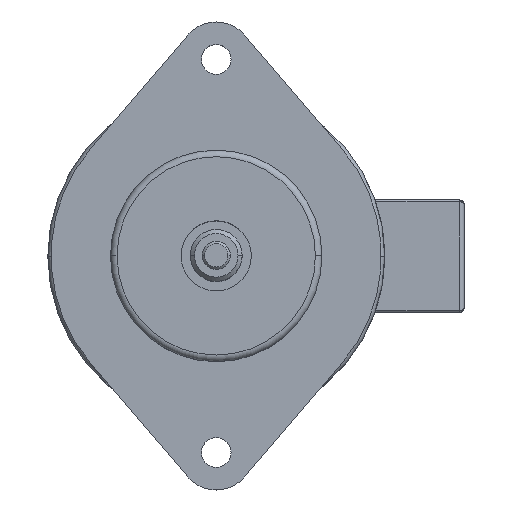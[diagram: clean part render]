
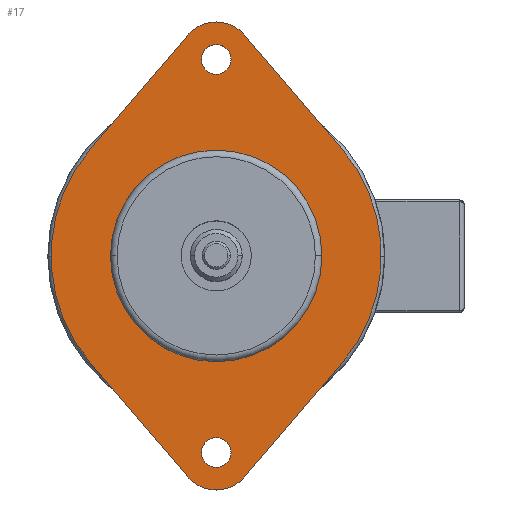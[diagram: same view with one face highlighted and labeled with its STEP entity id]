
A CAD part, top view. The second image highlights one B-rep face of the part: STEP entity #17.
In plain terms, the highlighted face is planar.
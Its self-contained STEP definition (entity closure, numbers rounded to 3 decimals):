
#16 = ORIENTED_EDGE ( 'NONE', *, *, #1965, .T. ) ;
#17 = ADVANCED_FACE ( 'NONE', ( #2287, #2618, #4262, #641 ), #1967, .F. ) ;
#78 = VECTOR ( 'NONE', #1815, 1000. ) ;
#85 = CARTESIAN_POINT ( 'NONE',  ( 7.4, -21.005, 0. ) ) ;
#98 = VERTEX_POINT ( 'NONE', #1424 ) ;
#117 = CARTESIAN_POINT ( 'NONE',  ( 7.4, -19.415, 0. ) ) ;
#119 = DIRECTION ( 'NONE',  ( -1., 0., 0. ) ) ;
#148 = ORIENTED_EDGE ( 'NONE', *, *, #2830, .T. ) ;
#164 = EDGE_CURVE ( 'NONE', #2880, #1036, #1270, .T. ) ;
#194 = DIRECTION ( 'NONE',  ( 0., 0.76, -0.65 ) ) ;
#224 = EDGE_CURVE ( 'NONE', #4002, #2827, #1575, .T. ) ;
#268 = VERTEX_POINT ( 'NONE', #2839 ) ;
#269 = AXIS2_PLACEMENT_3D ( 'NONE', #1528, #3460, #2834 ) ;
#288 = DIRECTION ( 'NONE',  ( -1., 0., 0. ) ) ;
#289 = CARTESIAN_POINT ( 'NONE',  ( 7.4, 21.005, 0. ) ) ;
#320 = DIRECTION ( 'NONE',  ( 0., 1., 0. ) ) ;
#350 = LINE ( 'NONE', #3962, #479 ) ;
#359 = CARTESIAN_POINT ( 'NONE',  ( 7.4, 19.415, 0. ) ) ;
#371 = CARTESIAN_POINT ( 'NONE',  ( 7.4, 23.604, -3.04 ) ) ;
#390 = VERTEX_POINT ( 'NONE', #399 ) ;
#399 = CARTESIAN_POINT ( 'NONE',  ( 7.4, 23.604, -3.04 ) ) ;
#432 = CARTESIAN_POINT ( 'NONE',  ( 7.4, 11.47, 13.415 ) ) ;
#433 = DIRECTION ( 'NONE',  ( -1., 0., 0. ) ) ;
#479 = VECTOR ( 'NONE', #1057, 1000. ) ;
#506 = DIRECTION ( 'NONE',  ( -1., 0., 0. ) ) ;
#537 = CIRCLE ( 'NONE', #3844, 1.59 ) ;
#543 = CARTESIAN_POINT ( 'NONE',  ( 7.4, 23.604, 3.04 ) ) ;
#641 = FACE_OUTER_BOUND ( 'NONE', #3913, .T. ) ;
#693 = LINE ( 'NONE', #371, #3467 ) ;
#719 = ORIENTED_EDGE ( 'NONE', *, *, #2885, .F. ) ;
#752 = DIRECTION ( 'NONE',  ( 0., -1., 0. ) ) ;
#758 = CARTESIAN_POINT ( 'NONE',  ( 7.4, -11.47, -13.415 ) ) ;
#789 = CARTESIAN_POINT ( 'NONE',  ( 7.4, -23.604, -3.04 ) ) ;
#799 = DIRECTION ( 'NONE',  ( -1., 0., 0. ) ) ;
#810 = AXIS2_PLACEMENT_3D ( 'NONE', #994, #1769, #3363 ) ;
#872 = EDGE_CURVE ( 'NONE', #3760, #1272, #1169, .T. ) ;
#921 = CARTESIAN_POINT ( 'NONE',  ( 7.4, 0., -11.3 ) ) ;
#939 = CARTESIAN_POINT ( 'NONE',  ( 7.4, 0., 0. ) ) ;
#948 = ORIENTED_EDGE ( 'NONE', *, *, #4216, .T. ) ;
#994 = CARTESIAN_POINT ( 'NONE',  ( 7.4, -21.005, 0. ) ) ;
#1036 = VERTEX_POINT ( 'NONE', #359 ) ;
#1043 = EDGE_CURVE ( 'NONE', #1036, #2880, #3636, .T. ) ;
#1057 = DIRECTION ( 'NONE',  ( 0., 0.76, 0.65 ) ) ;
#1105 = CARTESIAN_POINT ( 'NONE',  ( 7.4, -11.47, 13.415 ) ) ;
#1169 = CIRCLE ( 'NONE', #1873, 1.59 ) ;
#1204 = AXIS2_PLACEMENT_3D ( 'NONE', #2335, #3271, #320 ) ;
#1208 = EDGE_CURVE ( 'NONE', #3570, #98, #3767, .T. ) ;
#1229 = ORIENTED_EDGE ( 'NONE', *, *, #1208, .T. ) ;
#1250 = VERTEX_POINT ( 'NONE', #758 ) ;
#1266 = ORIENTED_EDGE ( 'NONE', *, *, #3802, .F. ) ;
#1270 = CIRCLE ( 'NONE', #3059, 1.59 ) ;
#1272 = VERTEX_POINT ( 'NONE', #117 ) ;
#1335 = CIRCLE ( 'NONE', #2296, 17.65 ) ;
#1342 = DIRECTION ( 'NONE',  ( 0., -1., 0. ) ) ;
#1384 = VERTEX_POINT ( 'NONE', #1427 ) ;
#1424 = CARTESIAN_POINT ( 'NONE',  ( 7.4, -23.604, 3.04 ) ) ;
#1427 = CARTESIAN_POINT ( 'NONE',  ( 7.4, 0., 11.3 ) ) ;
#1483 = CIRCLE ( 'NONE', #2640, 4. ) ;
#1490 = EDGE_LOOP ( 'NONE', ( #3579, #1266 ) ) ;
#1528 = CARTESIAN_POINT ( 'NONE',  ( 7.4, 0., 0. ) ) ;
#1575 = LINE ( 'NONE', #4170, #3623 ) ;
#1613 = DIRECTION ( 'NONE',  ( 0., -1., 0. ) ) ;
#1671 = DIRECTION ( 'NONE',  ( -1., 0., 0. ) ) ;
#1692 = VERTEX_POINT ( 'NONE', #2737 ) ;
#1769 = DIRECTION ( 'NONE',  ( -1., 0., 0. ) ) ;
#1779 = DIRECTION ( 'NONE',  ( 0., -1., 0. ) ) ;
#1791 = AXIS2_PLACEMENT_3D ( 'NONE', #289, #4251, #3923 ) ;
#1806 = CIRCLE ( 'NONE', #3303, 11.3 ) ;
#1815 = DIRECTION ( 'NONE',  ( 0., -0.76, 0.65 ) ) ;
#1850 = CARTESIAN_POINT ( 'NONE',  ( 7.4, 0., 0. ) ) ;
#1873 = AXIS2_PLACEMENT_3D ( 'NONE', #85, #433, #1779 ) ;
#1965 = EDGE_CURVE ( 'NONE', #2827, #1692, #1483, .T. ) ;
#1967 = PLANE ( 'NONE',  #1204 ) ;
#1984 = EDGE_CURVE ( 'NONE', #390, #268, #693, .T. ) ;
#2063 = LINE ( 'NONE', #789, #78 ) ;
#2132 = CIRCLE ( 'NONE', #269, 17.65 ) ;
#2134 = CARTESIAN_POINT ( 'NONE',  ( 7.4, 21.005, 0. ) ) ;
#2283 = CIRCLE ( 'NONE', #3238, 11.3 ) ;
#2284 = EDGE_CURVE ( 'NONE', #2612, #1384, #2283, .T. ) ;
#2285 = VERTEX_POINT ( 'NONE', #1105 ) ;
#2287 = FACE_BOUND ( 'NONE', #1490, .T. ) ;
#2296 = AXIS2_PLACEMENT_3D ( 'NONE', #939, #288, #1613 ) ;
#2311 = ORIENTED_EDGE ( 'NONE', *, *, #224, .T. ) ;
#2314 = DIRECTION ( 'NONE',  ( 0., -1., 0. ) ) ;
#2335 = CARTESIAN_POINT ( 'NONE',  ( 7.4, -21.005, 0. ) ) ;
#2612 = VERTEX_POINT ( 'NONE', #921 ) ;
#2618 = FACE_BOUND ( 'NONE', #4018, .T. ) ;
#2640 = AXIS2_PLACEMENT_3D ( 'NONE', #3916, #1671, #1342 ) ;
#2653 = ORIENTED_EDGE ( 'NONE', *, *, #1984, .T. ) ;
#2737 = CARTESIAN_POINT ( 'NONE',  ( 7.4, 25.005, 0. ) ) ;
#2767 = EDGE_CURVE ( 'NONE', #1250, #3570, #2063, .T. ) ;
#2827 = VERTEX_POINT ( 'NONE', #543 ) ;
#2830 = EDGE_CURVE ( 'NONE', #1692, #390, #2964, .T. ) ;
#2834 = DIRECTION ( 'NONE',  ( 0., -1., 0. ) ) ;
#2839 = CARTESIAN_POINT ( 'NONE',  ( 7.4, 11.47, -13.415 ) ) ;
#2840 = EDGE_LOOP ( 'NONE', ( #3183, #719 ) ) ;
#2880 = VERTEX_POINT ( 'NONE', #3471 ) ;
#2885 = EDGE_CURVE ( 'NONE', #1384, #2612, #1806, .T. ) ;
#2894 = CARTESIAN_POINT ( 'NONE',  ( 7.4, -22.595, 0. ) ) ;
#2931 = ORIENTED_EDGE ( 'NONE', *, *, #4099, .T. ) ;
#2961 = CARTESIAN_POINT ( 'NONE',  ( 7.4, -21.005, 0. ) ) ;
#2964 = CIRCLE ( 'NONE', #3650, 4. ) ;
#2997 = ORIENTED_EDGE ( 'NONE', *, *, #2767, .T. ) ;
#3000 = DIRECTION ( 'NONE',  ( 0., -0.76, -0.65 ) ) ;
#3059 = AXIS2_PLACEMENT_3D ( 'NONE', #2134, #799, #752 ) ;
#3175 = DIRECTION ( 'NONE',  ( 0., 1., 0. ) ) ;
#3183 = ORIENTED_EDGE ( 'NONE', *, *, #2284, .F. ) ;
#3191 = CARTESIAN_POINT ( 'NONE',  ( 7.4, -23.604, -3.04 ) ) ;
#3238 = AXIS2_PLACEMENT_3D ( 'NONE', #3733, #119, #4052 ) ;
#3271 = DIRECTION ( 'NONE',  ( 1., 0., 0. ) ) ;
#3286 = ORIENTED_EDGE ( 'NONE', *, *, #164, .F. ) ;
#3303 = AXIS2_PLACEMENT_3D ( 'NONE', #1850, #3864, #3175 ) ;
#3363 = DIRECTION ( 'NONE',  ( 0., 1., 0. ) ) ;
#3460 = DIRECTION ( 'NONE',  ( -1., 0., 0. ) ) ;
#3467 = VECTOR ( 'NONE', #3000, 1000. ) ;
#3471 = CARTESIAN_POINT ( 'NONE',  ( 7.4, 22.595, 0. ) ) ;
#3541 = CARTESIAN_POINT ( 'NONE',  ( 7.4, 21.005, 0. ) ) ;
#3570 = VERTEX_POINT ( 'NONE', #3191 ) ;
#3579 = ORIENTED_EDGE ( 'NONE', *, *, #872, .F. ) ;
#3623 = VECTOR ( 'NONE', #194, 1000. ) ;
#3636 = CIRCLE ( 'NONE', #1791, 1.59 ) ;
#3650 = AXIS2_PLACEMENT_3D ( 'NONE', #3541, #506, #3777 ) ;
#3697 = ORIENTED_EDGE ( 'NONE', *, *, #3822, .T. ) ;
#3733 = CARTESIAN_POINT ( 'NONE',  ( 7.4, 0., 0. ) ) ;
#3760 = VERTEX_POINT ( 'NONE', #2894 ) ;
#3767 = CIRCLE ( 'NONE', #810, 4. ) ;
#3777 = DIRECTION ( 'NONE',  ( 0., -1., 0. ) ) ;
#3802 = EDGE_CURVE ( 'NONE', #1272, #3760, #537, .T. ) ;
#3822 = EDGE_CURVE ( 'NONE', #98, #2285, #350, .T. ) ;
#3823 = ORIENTED_EDGE ( 'NONE', *, *, #1043, .F. ) ;
#3844 = AXIS2_PLACEMENT_3D ( 'NONE', #2961, #4007, #2314 ) ;
#3864 = DIRECTION ( 'NONE',  ( -1., 0., 0. ) ) ;
#3913 = EDGE_LOOP ( 'NONE', ( #1229, #3697, #948, #2311, #16, #148, #2653, #2931, #2997 ) ) ;
#3916 = CARTESIAN_POINT ( 'NONE',  ( 7.4, 21.005, 0. ) ) ;
#3923 = DIRECTION ( 'NONE',  ( 0., -1., 0. ) ) ;
#3962 = CARTESIAN_POINT ( 'NONE',  ( 7.4, -23.604, 3.04 ) ) ;
#4002 = VERTEX_POINT ( 'NONE', #432 ) ;
#4007 = DIRECTION ( 'NONE',  ( -1., 0., 0. ) ) ;
#4018 = EDGE_LOOP ( 'NONE', ( #3823, #3286 ) ) ;
#4052 = DIRECTION ( 'NONE',  ( 0., 1., 0. ) ) ;
#4099 = EDGE_CURVE ( 'NONE', #268, #1250, #2132, .T. ) ;
#4170 = CARTESIAN_POINT ( 'NONE',  ( 7.4, 23.604, 3.04 ) ) ;
#4216 = EDGE_CURVE ( 'NONE', #2285, #4002, #1335, .T. ) ;
#4251 = DIRECTION ( 'NONE',  ( -1., 0., 0. ) ) ;
#4262 = FACE_BOUND ( 'NONE', #2840, .T. ) ;
